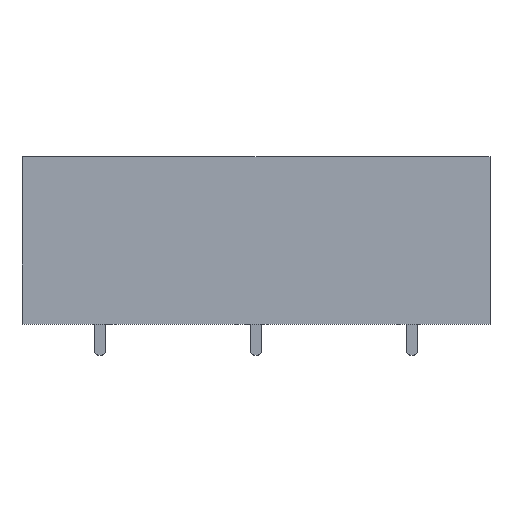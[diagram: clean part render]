
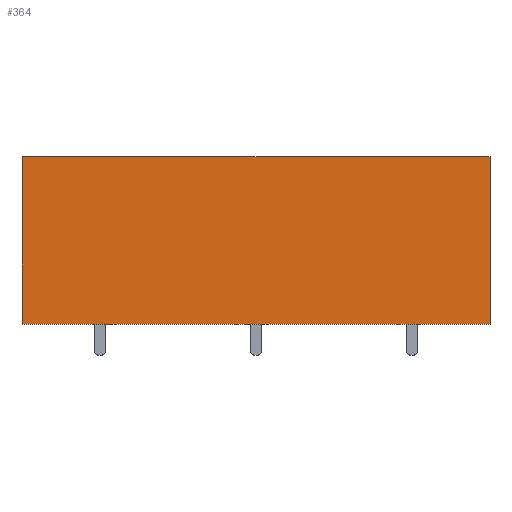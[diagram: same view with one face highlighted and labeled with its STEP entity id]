
A CAD part, front view. The second image highlights one B-rep face of the part: STEP entity #364.
In plain terms, the highlighted planar face has unit normal (0, -1, 0).
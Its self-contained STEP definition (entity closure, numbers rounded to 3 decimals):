
#364=ADVANCED_FACE('',(#916),#918,.T.);
#916=FACE_BOUND('',#917,.T.);
#917=EDGE_LOOP('',(#1470,#1471,#1472,#1473));
#918=PLANE('',#919);
#919=AXIS2_PLACEMENT_3D('',#920,#921,#922);
#920=CARTESIAN_POINT('',(-30.,-39.,0.));
#921=DIRECTION('',(0.,-1.,0.));
#922=DIRECTION('',(1.,0.,0.));
#1470=ORIENTED_EDGE('',*,*,#1783,.T.);
#1471=ORIENTED_EDGE('',*,*,#1789,.T.);
#1472=ORIENTED_EDGE('',*,*,#1745,.F.);
#1473=ORIENTED_EDGE('',*,*,#1734,.F.);
#1734=EDGE_CURVE('',#2075,#2077,#2078,.T.);
#1745=EDGE_CURVE('',#2077,#2097,#2098,.T.);
#1783=EDGE_CURVE('',#2075,#2154,#2155,.T.);
#1789=EDGE_CURVE('',#2154,#2097,#2165,.T.);
#2075=VERTEX_POINT('',#2991);
#2077=VERTEX_POINT('',#2995);
#2078=LINE('',#2996,#2997);
#2097=VERTEX_POINT('',#3038);
#2098=LINE('',#3039,#3040);
#2154=VERTEX_POINT('',#3177);
#2155=LINE('',#3178,#3179);
#2165=LINE('',#3204,#3205);
#2991=CARTESIAN_POINT('',(-30.,-39.,0.));
#2995=CARTESIAN_POINT('',(-30.,-39.,21.5));
#2996=CARTESIAN_POINT('',(-30.,-39.,0.));
#2997=VECTOR('',#2998,1.);
#2998=DIRECTION('',(0.,0.,1.));
#3038=CARTESIAN_POINT('',(30.,-39.,21.5));
#3039=CARTESIAN_POINT('',(-30.,-39.,21.5));
#3040=VECTOR('',#3041,1.);
#3041=DIRECTION('',(1.,0.,0.));
#3177=CARTESIAN_POINT('',(30.,-39.,0.));
#3178=CARTESIAN_POINT('',(-30.,-39.,0.));
#3179=VECTOR('',#3180,1.);
#3180=DIRECTION('',(1.,0.,0.));
#3204=CARTESIAN_POINT('',(30.,-39.,0.));
#3205=VECTOR('',#3206,1.);
#3206=DIRECTION('',(0.,0.,1.));
